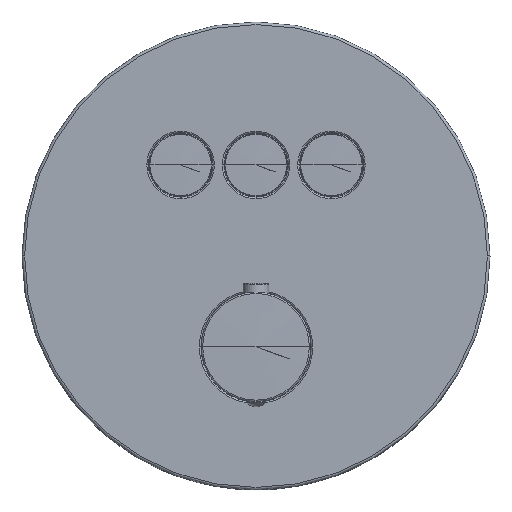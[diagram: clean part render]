
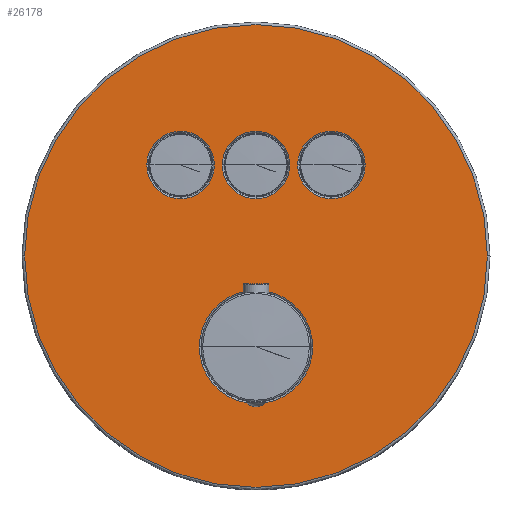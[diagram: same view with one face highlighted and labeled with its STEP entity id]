
A CAD part, top view. The second image highlights one B-rep face of the part: STEP entity #26178.
In plain terms, the highlighted planar face has unit normal (0, 0, 1).
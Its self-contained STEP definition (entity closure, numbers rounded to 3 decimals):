
#3998=CARTESIAN_POINT('',(0.,0.,9.));
#3999=DIRECTION('',(0.,0.,1.));
#4000=DIRECTION('',(1.,0.,0.));
#4001=AXIS2_PLACEMENT_3D('',#3998,#3999,#4000);
#4003=CARTESIAN_POINT('',(0.,0.,9.));
#4004=DIRECTION('',(0.,0.,1.));
#4005=DIRECTION('',(-1.,0.,0.));
#4006=AXIS2_PLACEMENT_3D('',#4003,#4004,#4005);
#4008=CARTESIAN_POINT('',(-29.,35.,9.));
#4009=DIRECTION('',(0.,0.,-1.));
#4010=DIRECTION('',(-1.,0.,0.));
#4011=AXIS2_PLACEMENT_3D('',#4008,#4009,#4010);
#4013=CARTESIAN_POINT('',(-29.,35.,9.));
#4014=DIRECTION('',(0.,0.,-1.));
#4015=DIRECTION('',(1.,0.,0.));
#4016=AXIS2_PLACEMENT_3D('',#4013,#4014,#4015);
#4018=CARTESIAN_POINT('',(0.,35.,9.));
#4019=DIRECTION('',(0.,0.,-1.));
#4020=DIRECTION('',(-1.,0.,0.));
#4021=AXIS2_PLACEMENT_3D('',#4018,#4019,#4020);
#4023=CARTESIAN_POINT('',(0.,35.,9.));
#4024=DIRECTION('',(0.,0.,-1.));
#4025=DIRECTION('',(1.,0.,0.));
#4026=AXIS2_PLACEMENT_3D('',#4023,#4024,#4025);
#4028=CARTESIAN_POINT('',(29.,35.,9.));
#4029=DIRECTION('',(0.,0.,-1.));
#4030=DIRECTION('',(-1.,0.,0.));
#4031=AXIS2_PLACEMENT_3D('',#4028,#4029,#4030);
#4033=CARTESIAN_POINT('',(29.,35.,9.));
#4034=DIRECTION('',(0.,0.,-1.));
#4035=DIRECTION('',(1.,0.,0.));
#4036=AXIS2_PLACEMENT_3D('',#4033,#4034,#4035);
#4038=CARTESIAN_POINT('',(0.,-35.,9.));
#4039=DIRECTION('',(0.,0.,-1.));
#4040=DIRECTION('',(1.,0.,0.));
#4041=AXIS2_PLACEMENT_3D('',#4038,#4039,#4040);
#4043=CARTESIAN_POINT('',(0.,-35.,9.));
#4044=DIRECTION('',(0.,0.,-1.));
#4045=DIRECTION('',(-1.,0.,0.));
#4046=AXIS2_PLACEMENT_3D('',#4043,#4044,#4045);
#20213=CARTESIAN_POINT('',(89.,0.,9.));
#20214=CARTESIAN_POINT('',(-89.,0.,9.));
#20215=VERTEX_POINT('',#20213);
#20216=VERTEX_POINT('',#20214);
#20321=CARTESIAN_POINT('',(-42.,35.,9.));
#20322=CARTESIAN_POINT('',(-16.,35.,9.));
#20323=VERTEX_POINT('',#20321);
#20324=VERTEX_POINT('',#20322);
#20329=CARTESIAN_POINT('',(-13.,35.,9.));
#20330=CARTESIAN_POINT('',(13.,35.,9.));
#20331=VERTEX_POINT('',#20329);
#20332=VERTEX_POINT('',#20330);
#20337=CARTESIAN_POINT('',(16.,35.,9.));
#20338=CARTESIAN_POINT('',(42.,35.,9.));
#20339=VERTEX_POINT('',#20337);
#20340=VERTEX_POINT('',#20338);
#20345=CARTESIAN_POINT('',(21.8,-35.,9.));
#20346=CARTESIAN_POINT('',(-21.8,-35.,9.));
#20347=VERTEX_POINT('',#20345);
#20348=VERTEX_POINT('',#20346);
#26144=CARTESIAN_POINT('',(0.,0.,9.));
#26145=DIRECTION('',(0.,0.,1.));
#26146=DIRECTION('',(1.,0.,0.));
#26147=AXIS2_PLACEMENT_3D('',#26144,#26145,#26146);
#26148=PLANE('',#26147);
#26150=ORIENTED_EDGE('',*,*,#26149,.F.);
#26152=ORIENTED_EDGE('',*,*,#26151,.F.);
#26153=EDGE_LOOP('',(#26150,#26152));
#26154=FACE_OUTER_BOUND('',#26153,.F.);
#26156=ORIENTED_EDGE('',*,*,#26155,.F.);
#26158=ORIENTED_EDGE('',*,*,#26157,.F.);
#26159=EDGE_LOOP('',(#26156,#26158));
#26160=FACE_BOUND('',#26159,.F.);
#26162=ORIENTED_EDGE('',*,*,#26161,.F.);
#26164=ORIENTED_EDGE('',*,*,#26163,.F.);
#26165=EDGE_LOOP('',(#26162,#26164));
#26166=FACE_BOUND('',#26165,.F.);
#26168=ORIENTED_EDGE('',*,*,#26167,.F.);
#26170=ORIENTED_EDGE('',*,*,#26169,.F.);
#26171=EDGE_LOOP('',(#26168,#26170));
#26172=FACE_BOUND('',#26171,.F.);
#26174=ORIENTED_EDGE('',*,*,#26173,.F.);
#26175=ORIENTED_EDGE('',*,*,#26127,.F.);
#26176=EDGE_LOOP('',(#26174,#26175));
#26177=FACE_BOUND('',#26176,.F.);
#26178=ADVANCED_FACE('',(#26154,#26160,#26166,#26172,#26177),#26148,.T.);
#4002=CIRCLE('',#4001,89.);
#4007=CIRCLE('',#4006,89.);
#4012=CIRCLE('',#4011,13.);
#4017=CIRCLE('',#4016,13.);
#4022=CIRCLE('',#4021,13.);
#4027=CIRCLE('',#4026,13.);
#4032=CIRCLE('',#4031,13.);
#4037=CIRCLE('',#4036,13.);
#4042=CIRCLE('',#4041,21.8);
#4047=CIRCLE('',#4046,21.8);
#26127=EDGE_CURVE('',#20348,#20347,#4047,.T.);
#26149=EDGE_CURVE('',#20215,#20216,#4002,.T.);
#26151=EDGE_CURVE('',#20216,#20215,#4007,.T.);
#26155=EDGE_CURVE('',#20323,#20324,#4012,.T.);
#26157=EDGE_CURVE('',#20324,#20323,#4017,.T.);
#26161=EDGE_CURVE('',#20331,#20332,#4022,.T.);
#26163=EDGE_CURVE('',#20332,#20331,#4027,.T.);
#26167=EDGE_CURVE('',#20339,#20340,#4032,.T.);
#26169=EDGE_CURVE('',#20340,#20339,#4037,.T.);
#26173=EDGE_CURVE('',#20347,#20348,#4042,.T.);
